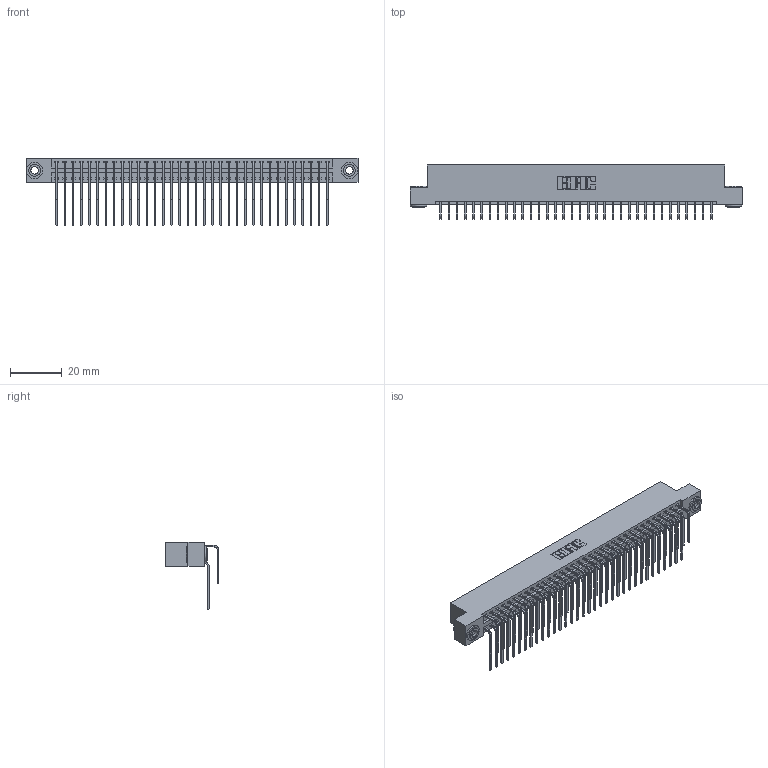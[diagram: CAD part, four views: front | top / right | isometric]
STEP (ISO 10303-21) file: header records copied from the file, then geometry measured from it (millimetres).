
FILE_DESCRIPTION (( 'STEP AP203' ), '1' );
FILE_NAME ('346-068-559-203.STEP', '2022-05-24T20:10:42', ( '' ), ( '' ), 'SwSTEP 2.0', 'SolidWorks 2020', '' );
FILE_SCHEMA (( 'CONFIG_CONTROL_DESIGN' ));
Length unit declared in the file: inch
Products named in the file (5): 346-068-559-203; 345-292-001_559 Tail - 2; 345-292-001_558 559 Tail - 1; 346 Part_Flush Mounting Lugs - 0.156 Dia-TH; 345-250-002_345-250-002-102
Assembly tree (71 placements, depth 2):
  346-068-559-203
    346 Part_Flush Mounting Lugs - 0.156 Dia-TH
    345-292-001_558 559 Tail - 1  x34
    345-292-001_559 Tail - 2  x34
    345-250-002_345-250-002-102  x2
Bounding box: 128.52 x 20.89 x 26.16 mm (x, y, z)
Volume: 12864.1 mm3; surface area: 19687.5 mm2
Topology: 71 solids, 71 shells, 3846 faces, 11389 edges, 7498 vertices
Faces by surface type: plane 2616, cylinder 1222, cone 8
Entity records: 26116 total; most frequent: CARTESIAN_POINT 4348, ORIENTED_EDGE 4222, DIRECTION 3885, EDGE_CURVE 2111, LINE 1779, VECTOR 1779, VERTEX_POINT 1402, AXIS2_PLACEMENT_3D 1053
